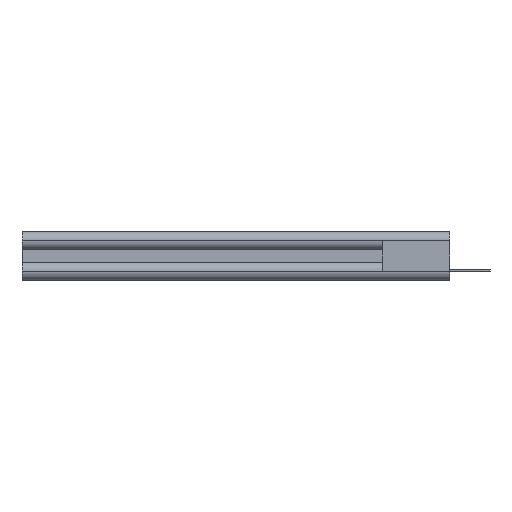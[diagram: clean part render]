
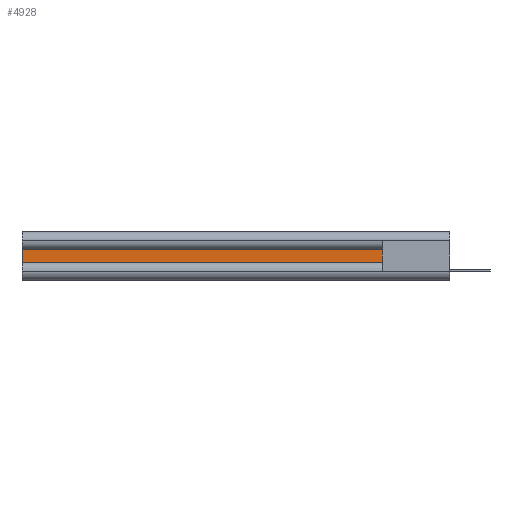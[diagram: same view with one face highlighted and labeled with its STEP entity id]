
A CAD part, left-side view. The second image highlights one B-rep face of the part: STEP entity #4928.
In plain terms, the highlighted planar face has unit normal (-1, 0, 0).
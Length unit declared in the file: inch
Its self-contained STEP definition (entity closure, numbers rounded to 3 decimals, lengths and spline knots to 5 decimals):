
#330 = CARTESIAN_POINT ( 'NONE',  ( 0.044, 0.473, -0.0465 ) ) ;
#379 = LINE ( 'NONE', #13046, #3820 ) ;
#1726 = ORIENTED_EDGE ( 'NONE', *, *, #11594, .F. ) ;
#2574 = AXIS2_PLACEMENT_3D ( 'NONE', #7723, #19767, #9472 ) ;
#2764 = CARTESIAN_POINT ( 'NONE',  ( 0.044, 3., -0.0465 ) ) ;
#3099 = LINE ( 'NONE', #330, #12825 ) ;
#3543 = EDGE_CURVE ( 'NONE', #12631, #12108, #17712, .T. ) ;
#3820 = VECTOR ( 'NONE', #4356, 39.37008 ) ;
#4356 = DIRECTION ( 'NONE',  ( 0., 0., -1. ) ) ;
#4928 = ADVANCED_FACE ( 'NONE', ( #5734 ), #5963, .F. ) ;
#5594 = EDGE_CURVE ( 'NONE', #12108, #8301, #379, .T. ) ;
#5734 = FACE_OUTER_BOUND ( 'NONE', #21993, .T. ) ;
#5963 = PLANE ( 'NONE',  #2574 ) ;
#7169 = ORIENTED_EDGE ( 'NONE', *, *, #8362, .F. ) ;
#7723 = CARTESIAN_POINT ( 'NONE',  ( 0.044, 0.37012, -0.0465 ) ) ;
#8211 = DIRECTION ( 'NONE',  ( 0., 1., 0. ) ) ;
#8301 = VERTEX_POINT ( 'NONE', #2764 ) ;
#8362 = EDGE_CURVE ( 'NONE', #17557, #8301, #19989, .T. ) ;
#8523 = CARTESIAN_POINT ( 'NONE',  ( 0.044, 0.37012, 0.0465 ) ) ;
#8619 = ORIENTED_EDGE ( 'NONE', *, *, #3543, .T. ) ;
#9472 = DIRECTION ( 'NONE',  ( 0., 0., -1. ) ) ;
#11594 = EDGE_CURVE ( 'NONE', #12631, #17557, #3099, .T. ) ;
#12006 = ORIENTED_EDGE ( 'NONE', *, *, #5594, .T. ) ;
#12108 = VERTEX_POINT ( 'NONE', #17307 ) ;
#12362 = DIRECTION ( 'NONE',  ( 0., 0., -1. ) ) ;
#12631 = VERTEX_POINT ( 'NONE', #14725 ) ;
#12825 = VECTOR ( 'NONE', #12362, 39.37008 ) ;
#13046 = CARTESIAN_POINT ( 'NONE',  ( 0.044, 3., -0.0465 ) ) ;
#14725 = CARTESIAN_POINT ( 'NONE',  ( 0.044, 0.473, 0.0465 ) ) ;
#15967 = VECTOR ( 'NONE', #8211, 39.37008 ) ;
#17169 = VECTOR ( 'NONE', #20557, 39.37008 ) ;
#17307 = CARTESIAN_POINT ( 'NONE',  ( 0.044, 3., 0.0465 ) ) ;
#17557 = VERTEX_POINT ( 'NONE', #17952 ) ;
#17712 = LINE ( 'NONE', #8523, #17169 ) ;
#17952 = CARTESIAN_POINT ( 'NONE',  ( 0.044, 0.473, -0.0465 ) ) ;
#19767 = DIRECTION ( 'NONE',  ( 1., 0., 0. ) ) ;
#19989 = LINE ( 'NONE', #20241, #15967 ) ;
#20241 = CARTESIAN_POINT ( 'NONE',  ( 0.044, 0.37012, -0.0465 ) ) ;
#20557 = DIRECTION ( 'NONE',  ( 0., 1., 0. ) ) ;
#21993 = EDGE_LOOP ( 'NONE', ( #8619, #12006, #7169, #1726 ) ) ;
